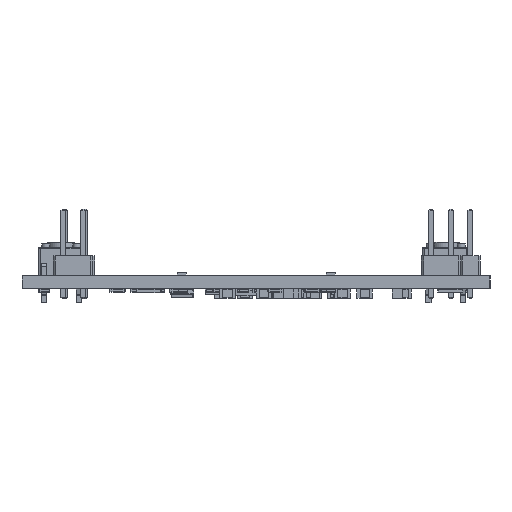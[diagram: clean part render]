
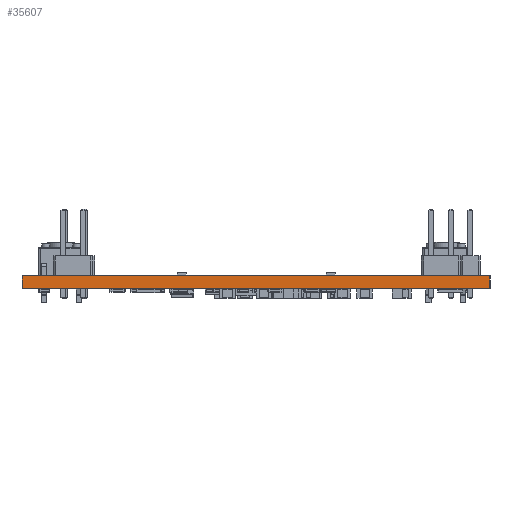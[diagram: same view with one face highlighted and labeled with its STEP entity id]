
A CAD part, left-side view. The second image highlights one B-rep face of the part: STEP entity #35607.
In plain terms, the highlighted planar face has unit normal (-1, 0, 0).
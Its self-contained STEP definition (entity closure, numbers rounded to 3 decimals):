
#35551 = VERTEX_POINT('',#35552);
#35552 = CARTESIAN_POINT('',(5.334,5.334,1.6));
#35558 = EDGE_CURVE('',#35559,#35551,#35561,.T.);
#35559 = VERTEX_POINT('',#35560);
#35560 = CARTESIAN_POINT('',(5.334,5.334,0.));
#35561 = LINE('',#35562,#35563);
#35562 = CARTESIAN_POINT('',(5.334,5.334,0.));
#35563 = VECTOR('',#35564,1.);
#35564 = DIRECTION('',(0.,0.,1.));
#35607 = ADVANCED_FACE('',(#35608),#35633,.T.);
#35608 = FACE_BOUND('',#35609,.T.);
#35609 = EDGE_LOOP('',(#35610,#35611,#35619,#35627));
#35610 = ORIENTED_EDGE('',*,*,#35558,.T.);
#35611 = ORIENTED_EDGE('',*,*,#35612,.T.);
#35612 = EDGE_CURVE('',#35551,#35613,#35615,.T.);
#35613 = VERTEX_POINT('',#35614);
#35614 = CARTESIAN_POINT('',(5.334,65.786,1.6));
#35615 = LINE('',#35616,#35617);
#35616 = CARTESIAN_POINT('',(5.334,5.334,1.6));
#35617 = VECTOR('',#35618,1.);
#35618 = DIRECTION('',(0.,1.,0.));
#35619 = ORIENTED_EDGE('',*,*,#35620,.F.);
#35620 = EDGE_CURVE('',#35621,#35613,#35623,.T.);
#35621 = VERTEX_POINT('',#35622);
#35622 = CARTESIAN_POINT('',(5.334,65.786,0.));
#35623 = LINE('',#35624,#35625);
#35624 = CARTESIAN_POINT('',(5.334,65.786,0.));
#35625 = VECTOR('',#35626,1.);
#35626 = DIRECTION('',(0.,0.,1.));
#35627 = ORIENTED_EDGE('',*,*,#35628,.F.);
#35628 = EDGE_CURVE('',#35559,#35621,#35629,.T.);
#35629 = LINE('',#35630,#35631);
#35630 = CARTESIAN_POINT('',(5.334,5.334,0.));
#35631 = VECTOR('',#35632,1.);
#35632 = DIRECTION('',(0.,1.,0.));
#35633 = PLANE('',#35634);
#35634 = AXIS2_PLACEMENT_3D('',#35635,#35636,#35637);
#35635 = CARTESIAN_POINT('',(5.334,5.334,0.));
#35636 = DIRECTION('',(-1.,0.,0.));
#35637 = DIRECTION('',(0.,1.,0.));
